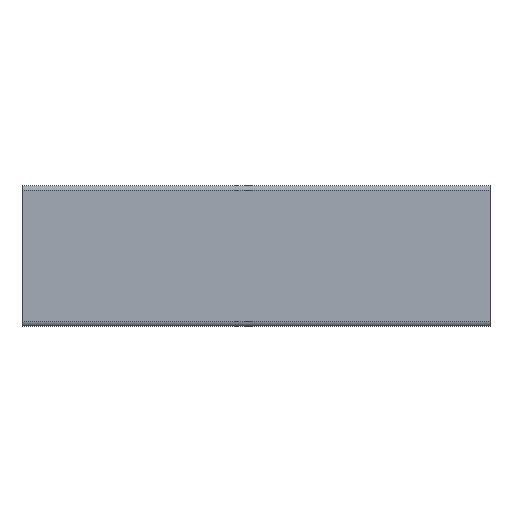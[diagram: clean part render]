
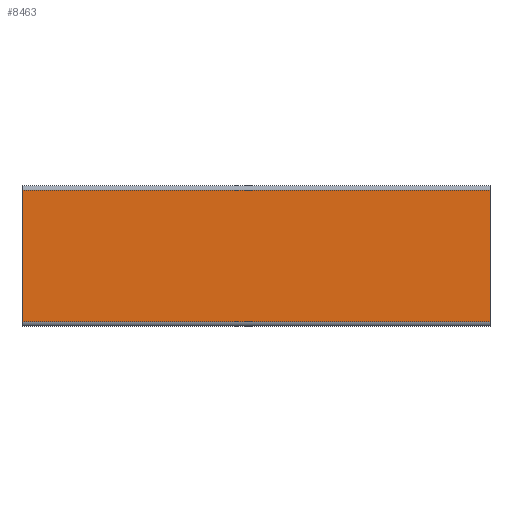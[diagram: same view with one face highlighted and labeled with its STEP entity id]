
A CAD part, left-side view. The second image highlights one B-rep face of the part: STEP entity #8463.
In plain terms, the highlighted face is planar.
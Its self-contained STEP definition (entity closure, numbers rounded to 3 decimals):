
#1867 = VERTEX_POINT ( 'NONE', #3686 ) ;
#1879 = VERTEX_POINT ( 'NONE', #3704 ) ;
#1890 = VERTEX_POINT ( 'NONE', #3678 ) ;
#1920 = VERTEX_POINT ( 'NONE', #3756 ) ;
#2602 = EDGE_LOOP ( 'NONE', ( #5649, #5644, #5750, #5752 ) ) ;
#3678 = CARTESIAN_POINT ( 'NONE',  ( 22.5, 42., -300. ) ) ;
#3686 = CARTESIAN_POINT ( 'NONE',  ( 22.5, 42., 0. ) ) ;
#3704 = CARTESIAN_POINT ( 'NONE',  ( 22.5, -42., 0. ) ) ;
#3756 = CARTESIAN_POINT ( 'NONE',  ( 22.5, -42., -300. ) ) ;
#4680 = VECTOR ( 'NONE', #6214, 1000. ) ;
#4703 = VECTOR ( 'NONE', #6243, 1000. ) ;
#4749 = VECTOR ( 'NONE', #6225, 1000. ) ;
#4813 = VECTOR ( 'NONE', #8156, 1000. ) ;
#5644 = ORIENTED_EDGE ( 'NONE', *, *, #9803, .F. ) ;
#5649 = ORIENTED_EDGE ( 'NONE', *, *, #9799, .F. ) ;
#5750 = ORIENTED_EDGE ( 'NONE', *, *, #9851, .T. ) ;
#5752 = ORIENTED_EDGE ( 'NONE', *, *, #9810, .T. ) ;
#6204 = LINE ( 'NONE', #6206, #4749 ) ;
#6206 = CARTESIAN_POINT ( 'NONE',  ( 22.5, -42., 0. ) ) ;
#6210 = LINE ( 'NONE', #6213, #4680 ) ;
#6213 = CARTESIAN_POINT ( 'NONE',  ( 22.5, -42., -300. ) ) ;
#6214 = DIRECTION ( 'NONE',  ( 0., 0., 1. ) ) ;
#6225 = DIRECTION ( 'NONE',  ( 0., 1., 0. ) ) ;
#6242 = LINE ( 'NONE', #6254, #4703 ) ;
#6243 = DIRECTION ( 'NONE',  ( 0., 0., 1. ) ) ;
#6254 = CARTESIAN_POINT ( 'NONE',  ( 22.5, 42., -300. ) ) ;
#8128 = LINE ( 'NONE', #8162, #4813 ) ;
#8156 = DIRECTION ( 'NONE',  ( 0., 1., 0. ) ) ;
#8162 = CARTESIAN_POINT ( 'NONE',  ( 22.5, -42., -300. ) ) ;
#8463 = ADVANCED_FACE ( 'NONE', ( #11810 ), #11818, .T. ) ;
#9799 = EDGE_CURVE ( 'NONE', #1879, #1867, #6204, .T. ) ;
#9803 = EDGE_CURVE ( 'NONE', #1920, #1879, #6210, .T. ) ;
#9810 = EDGE_CURVE ( 'NONE', #1890, #1867, #6242, .T. ) ;
#9851 = EDGE_CURVE ( 'NONE', #1920, #1890, #8128, .T. ) ;
#10428 = AXIS2_PLACEMENT_3D ( 'NONE', #11808, #11806, #11813 ) ;
#11806 = DIRECTION ( 'NONE',  ( 1., 0., 0. ) ) ;
#11808 = CARTESIAN_POINT ( 'NONE',  ( 22.5, -42., -300. ) ) ;
#11810 = FACE_OUTER_BOUND ( 'NONE', #2602, .T. ) ;
#11813 = DIRECTION ( 'NONE',  ( 0., 1., 0. ) ) ;
#11818 = PLANE ( 'NONE',  #10428 ) ;
